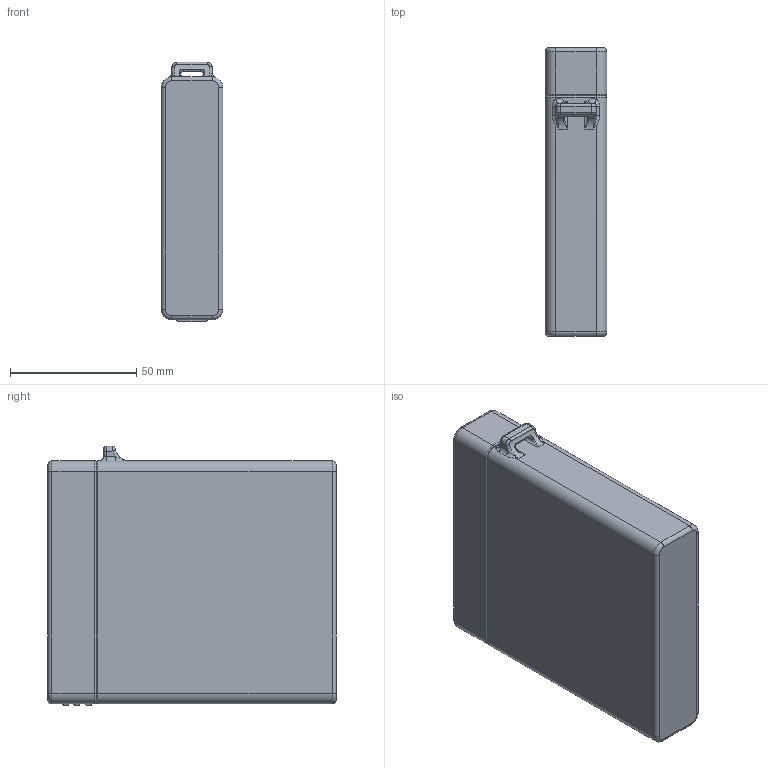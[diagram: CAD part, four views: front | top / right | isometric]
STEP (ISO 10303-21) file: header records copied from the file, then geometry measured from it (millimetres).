
FILE_DESCRIPTION(/* description */ (''),/* implementation_level */ '2;1');
FILE_NAME(/* name */ 'PolaroidFlimCare v2.step',/* time_stamp */ '2024-01-24T10:26:13+08:00',/* author */ (''),/* organization */ (''),/* preprocessor_version */ 'ST-DEVELOPER v20',/* originating_system */ 'Autodesk Translation Framework v12.14.0.127',/* authorisation */ '');
FILE_SCHEMA (('AUTOMOTIVE_DESIGN { 1 0 10303 214 3 1 1 }'));
Length unit declared in the file: millimetre
Products named in the file (1): PolaroidPhotoCare
Bounding box: 24.4 x 114.4 x 103 mm (x, y, z)
Volume: 71412.9 mm3; surface area: 76568.9 mm2
Topology: 2 solids, 2 shells, 743 faces, 1737 edges, 958 vertices
Faces by surface type: cylinder 333, torus 188, plane 114, bspline 108
Entity records: 23323 total; most frequent: CARTESIAN_POINT 6655, DIRECTION 3729, ORIENTED_EDGE 3390, EDGE_CURVE 1695, AXIS2_PLACEMENT_3D 1544, VERTEX_POINT 958, CIRCLE 898, EDGE_LOOP 757
